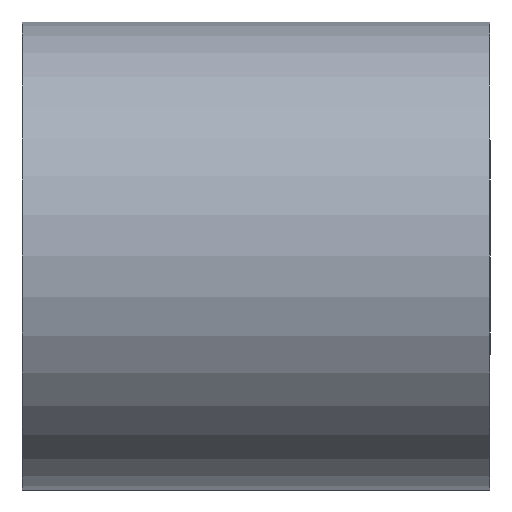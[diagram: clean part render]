
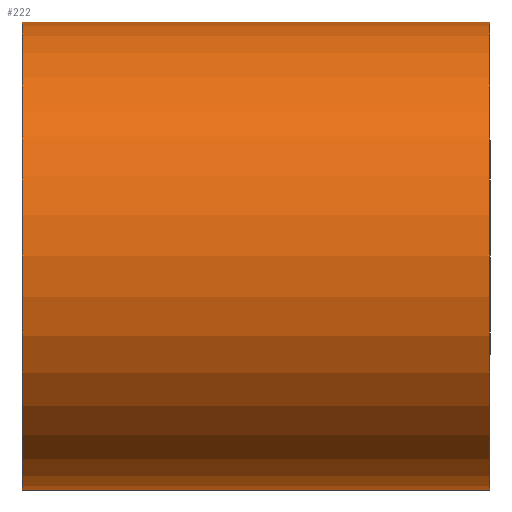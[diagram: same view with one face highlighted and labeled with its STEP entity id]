
A CAD part, left-side view. The second image highlights one B-rep face of the part: STEP entity #222.
In plain terms, the highlighted cylindrical face has radius 5 mm (diameter 10 mm), a partial arc.
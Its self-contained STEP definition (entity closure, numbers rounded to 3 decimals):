
#4 = LINE ( 'NONE', #217, #168 ) ;
#5 = ORIENTED_EDGE ( 'NONE', *, *, #136, .T. ) ;
#10 = CYLINDRICAL_SURFACE ( 'NONE', #127, 5. ) ;
#12 = VECTOR ( 'NONE', #144, 1000. ) ;
#13 = DIRECTION ( 'NONE',  ( 0., 0., -1. ) ) ;
#36 = CARTESIAN_POINT ( 'NONE',  ( 0., 0., 0. ) ) ;
#45 = CARTESIAN_POINT ( 'NONE',  ( 0., 10., 5. ) ) ;
#48 = EDGE_CURVE ( 'NONE', #84, #101, #4, .T. ) ;
#53 = CARTESIAN_POINT ( 'NONE',  ( 0., 10., -5. ) ) ;
#55 = EDGE_CURVE ( 'NONE', #249, #60, #179, .T. ) ;
#60 = VERTEX_POINT ( 'NONE', #160 ) ;
#75 = DIRECTION ( 'NONE',  ( 0., 0., 1. ) ) ;
#84 = VERTEX_POINT ( 'NONE', #45 ) ;
#100 = EDGE_CURVE ( 'NONE', #249, #84, #159, .T. ) ;
#101 = VERTEX_POINT ( 'NONE', #165 ) ;
#111 = CARTESIAN_POINT ( 'NONE',  ( 0., 10., 0. ) ) ;
#127 = AXIS2_PLACEMENT_3D ( 'NONE', #111, #186, #13 ) ;
#128 = EDGE_LOOP ( 'NONE', ( #194, #173, #196, #5 ) ) ;
#129 = DIRECTION ( 'NONE',  ( 0., 1., 0. ) ) ;
#131 = DIRECTION ( 'NONE',  ( 0., 1., 0. ) ) ;
#136 = EDGE_CURVE ( 'NONE', #60, #101, #178, .T. ) ;
#144 = DIRECTION ( 'NONE',  ( 0., -1., 0. ) ) ;
#146 = DIRECTION ( 'NONE',  ( 0., -1., 0. ) ) ;
#150 = DIRECTION ( 'NONE',  ( 0., 0., 1. ) ) ;
#159 = CIRCLE ( 'NONE', #211, 5. ) ;
#160 = CARTESIAN_POINT ( 'NONE',  ( 0., 0., -5. ) ) ;
#161 = CARTESIAN_POINT ( 'NONE',  ( 0., 10., -5. ) ) ;
#165 = CARTESIAN_POINT ( 'NONE',  ( 0., 0., 5. ) ) ;
#168 = VECTOR ( 'NONE', #146, 1000. ) ;
#173 = ORIENTED_EDGE ( 'NONE', *, *, #100, .F. ) ;
#178 = CIRCLE ( 'NONE', #228, 5. ) ;
#179 = LINE ( 'NONE', #161, #12 ) ;
#186 = DIRECTION ( 'NONE',  ( 0., -1., 0. ) ) ;
#187 = CARTESIAN_POINT ( 'NONE',  ( 0., 10., 0. ) ) ;
#194 = ORIENTED_EDGE ( 'NONE', *, *, #48, .F. ) ;
#196 = ORIENTED_EDGE ( 'NONE', *, *, #55, .T. ) ;
#202 = FACE_OUTER_BOUND ( 'NONE', #128, .T. ) ;
#211 = AXIS2_PLACEMENT_3D ( 'NONE', #187, #131, #150 ) ;
#217 = CARTESIAN_POINT ( 'NONE',  ( 0., 10., 5. ) ) ;
#222 = ADVANCED_FACE ( 'NONE', ( #202 ), #10, .T. ) ;
#228 = AXIS2_PLACEMENT_3D ( 'NONE', #36, #129, #75 ) ;
#249 = VERTEX_POINT ( 'NONE', #53 ) ;
